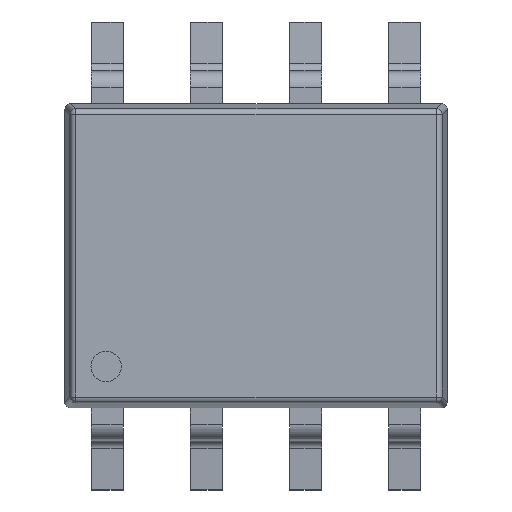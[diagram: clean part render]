
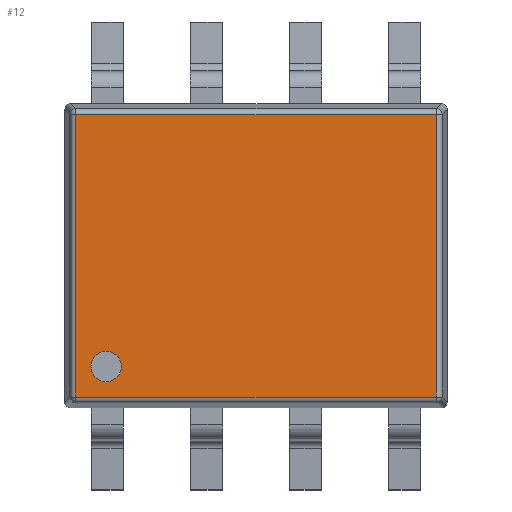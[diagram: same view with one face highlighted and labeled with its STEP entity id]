
A CAD part, top view. The second image highlights one B-rep face of the part: STEP entity #12.
In plain terms, the highlighted planar face has unit normal (0, 0, 1).
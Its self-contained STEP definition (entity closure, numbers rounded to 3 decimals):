
#12 = ADVANCED_FACE ( 'NONE', ( #5611, #1636 ), #2796, .T. ) ;
#626 = EDGE_CURVE ( 'NONE', #1258, #6049, #6402, .T. ) ;
#812 = DIRECTION ( 'NONE',  ( 1., 0., 0. ) ) ;
#1258 = VERTEX_POINT ( 'NONE', #4951 ) ;
#1326 = ORIENTED_EDGE ( 'NONE', *, *, #6173, .F. ) ;
#1392 = ORIENTED_EDGE ( 'NONE', *, *, #4869, .T. ) ;
#1412 = DIRECTION ( 'NONE',  ( 0., 1., 0. ) ) ;
#1447 = AXIS2_PLACEMENT_3D ( 'NONE', #5502, #7203, #5098 ) ;
#1636 = FACE_OUTER_BOUND ( 'NONE', #3986, .T. ) ;
#1697 = CARTESIAN_POINT ( 'NONE',  ( -1.921, -1.421, 0.787 ) ) ;
#1898 = CARTESIAN_POINT ( 'NONE',  ( -2.378, 1.811, 0.787 ) ) ;
#1936 = VECTOR ( 'NONE', #4114, 1000. ) ;
#2042 = ORIENTED_EDGE ( 'NONE', *, *, #626, .T. ) ;
#2325 = EDGE_CURVE ( 'NONE', #3461, #3030, #5356, .T. ) ;
#2407 = AXIS2_PLACEMENT_3D ( 'NONE', #1697, #6142, #3920 ) ;
#2448 = CARTESIAN_POINT ( 'NONE',  ( 2.311, -1.811, 0.787 ) ) ;
#2489 = DIRECTION ( 'NONE',  ( 1., 0., 0. ) ) ;
#2796 = PLANE ( 'NONE',  #1447 ) ;
#3030 = VERTEX_POINT ( 'NONE', #3873 ) ;
#3039 = LINE ( 'NONE', #1898, #1936 ) ;
#3185 = VECTOR ( 'NONE', #812, 1000. ) ;
#3321 = LINE ( 'NONE', #4516, #3970 ) ;
#3328 = EDGE_CURVE ( 'NONE', #6678, #4866, #3039, .T. ) ;
#3461 = VERTEX_POINT ( 'NONE', #3548 ) ;
#3548 = CARTESIAN_POINT ( 'NONE',  ( -2.116, -1.421, 0.787 ) ) ;
#3690 = CARTESIAN_POINT ( 'NONE',  ( 2.311, 1.811, 0.787 ) ) ;
#3873 = CARTESIAN_POINT ( 'NONE',  ( -1.726, -1.421, 0.787 ) ) ;
#3920 = DIRECTION ( 'NONE',  ( 1., 0., 0. ) ) ;
#3970 = VECTOR ( 'NONE', #5464, 1000. ) ;
#3986 = EDGE_LOOP ( 'NONE', ( #5644, #1392, #2042, #5164 ) ) ;
#4114 = DIRECTION ( 'NONE',  ( -1., 0., 0. ) ) ;
#4441 = VECTOR ( 'NONE', #1412, 1000. ) ;
#4516 = CARTESIAN_POINT ( 'NONE',  ( -2.311, -1.878, 0.787 ) ) ;
#4594 = EDGE_CURVE ( 'NONE', #6049, #6678, #5421, .T. ) ;
#4829 = CIRCLE ( 'NONE', #5769, 0.195 ) ;
#4866 = VERTEX_POINT ( 'NONE', #6601 ) ;
#4869 = EDGE_CURVE ( 'NONE', #4866, #1258, #3321, .T. ) ;
#4881 = CARTESIAN_POINT ( 'NONE',  ( 2.311, 1.878, 0.787 ) ) ;
#4951 = CARTESIAN_POINT ( 'NONE',  ( -2.311, -1.811, 0.787 ) ) ;
#5098 = DIRECTION ( 'NONE',  ( 1., 0., 0. ) ) ;
#5117 = EDGE_LOOP ( 'NONE', ( #1326, #7053 ) ) ;
#5164 = ORIENTED_EDGE ( 'NONE', *, *, #4594, .T. ) ;
#5356 = CIRCLE ( 'NONE', #2407, 0.195 ) ;
#5371 = DIRECTION ( 'NONE',  ( 0., 0., 1. ) ) ;
#5421 = LINE ( 'NONE', #4881, #4441 ) ;
#5464 = DIRECTION ( 'NONE',  ( 0., -1., 0. ) ) ;
#5502 = CARTESIAN_POINT ( 'NONE',  ( 0., 0., 0.787 ) ) ;
#5611 = FACE_BOUND ( 'NONE', #5117, .T. ) ;
#5644 = ORIENTED_EDGE ( 'NONE', *, *, #3328, .T. ) ;
#5769 = AXIS2_PLACEMENT_3D ( 'NONE', #7036, #5371, #2489 ) ;
#6049 = VERTEX_POINT ( 'NONE', #2448 ) ;
#6142 = DIRECTION ( 'NONE',  ( 0., 0., 1. ) ) ;
#6173 = EDGE_CURVE ( 'NONE', #3030, #3461, #4829, .T. ) ;
#6327 = CARTESIAN_POINT ( 'NONE',  ( 2.378, -1.811, 0.787 ) ) ;
#6402 = LINE ( 'NONE', #6327, #3185 ) ;
#6601 = CARTESIAN_POINT ( 'NONE',  ( -2.311, 1.811, 0.787 ) ) ;
#6678 = VERTEX_POINT ( 'NONE', #3690 ) ;
#7036 = CARTESIAN_POINT ( 'NONE',  ( -1.921, -1.421, 0.787 ) ) ;
#7053 = ORIENTED_EDGE ( 'NONE', *, *, #2325, .F. ) ;
#7203 = DIRECTION ( 'NONE',  ( 0., 0., 1. ) ) ;
